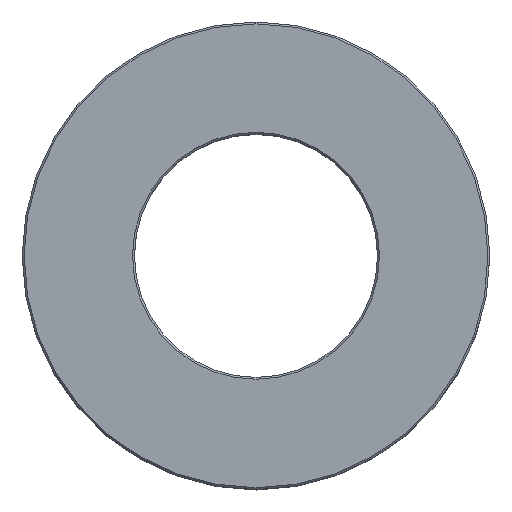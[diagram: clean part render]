
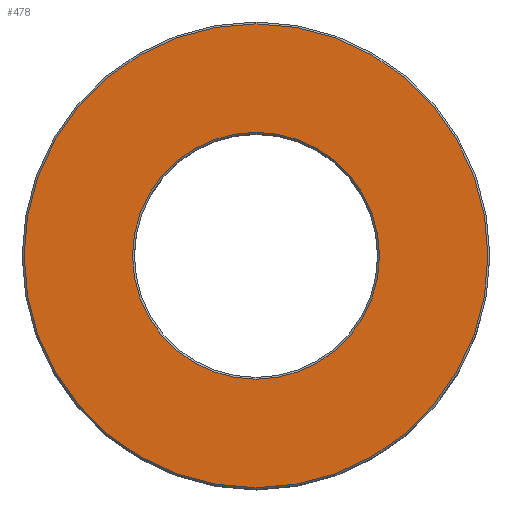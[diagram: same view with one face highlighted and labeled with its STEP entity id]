
A CAD part, top view. The second image highlights one B-rep face of the part: STEP entity #478.
In plain terms, the highlighted planar face has unit normal (0, 0, 1).
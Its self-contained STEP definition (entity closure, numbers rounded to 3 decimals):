
#216=VERTEX_POINT('',#584);
#220=VERTEX_POINT('',#590);
#244=EDGE_CURVE('',#220,#460,#620,.T.);
#262=VERTEX_POINT('',#642);
#280=EDGE_CURVE('',#460,#220,#663,.T.);
#292=EDGE_CURVE('',#216,#262,#675,.T.);
#460=VERTEX_POINT('',#861);
#478=ADVANCED_FACE('',(#880,#881),#882,.T.);
#482=EDGE_CURVE('',#262,#216,#887,.T.);
#584=CARTESIAN_POINT('',(6.6,0.0,13.0));
#590=CARTESIAN_POINT('',(-12.4,0.,13.0));
#620=CIRCLE('',#1035,12.4);
#642=CARTESIAN_POINT('',(-6.6,0.,13.0));
#663=CIRCLE('',#1087,12.4);
#675=CIRCLE('',#1105,6.6);
#861=CARTESIAN_POINT('',(12.4,0.,13.0));
#880=FACE_OUTER_BOUND('',#1378,.T.);
#881=FACE_BOUND('',#1379,.T.);
#882=PLANE('',#1380);
#887=CIRCLE('',#1386,6.6);
#1035=AXIS2_PLACEMENT_3D('',#1569,#1570,#1571);
#1087=AXIS2_PLACEMENT_3D('',#1647,#1648,#1649);
#1105=AXIS2_PLACEMENT_3D('',#1660,#1661,#1662);
#1378=EDGE_LOOP('',(#1896,#1897));
#1379=EDGE_LOOP('',(#1898,#1899));
#1380=AXIS2_PLACEMENT_3D('',#1900,#1901,#1902);
#1386=AXIS2_PLACEMENT_3D('',#1911,#1912,#1913);
#1569=CARTESIAN_POINT('',(0.0,0.,13.0));
#1570=DIRECTION('',(0.0,0.,-1.0));
#1571=DIRECTION('',(1.0,0.0,0.0));
#1647=CARTESIAN_POINT('',(0.0,0.,13.0));
#1648=DIRECTION('',(0.0,0.,-1.0));
#1649=DIRECTION('',(1.0,0.0,0.0));
#1660=CARTESIAN_POINT('',(0.0,0.0,13.0));
#1661=DIRECTION('',(0.0,0.,-1.0));
#1662=DIRECTION('',(1.0,0.0,0.0));
#1896=ORIENTED_EDGE('',*,*,#280,.F.);
#1897=ORIENTED_EDGE('',*,*,#244,.F.);
#1898=ORIENTED_EDGE('',*,*,#292,.T.);
#1899=ORIENTED_EDGE('',*,*,#482,.T.);
#1900=CARTESIAN_POINT('',(9.5,0.,13.0));
#1901=DIRECTION('',(0.,0.,1.0));
#1902=DIRECTION('',(-1.0,0.,0.));
#1911=CARTESIAN_POINT('',(0.0,0.0,13.0));
#1912=DIRECTION('',(0.0,0.,-1.0));
#1913=DIRECTION('',(1.0,0.0,0.0));
